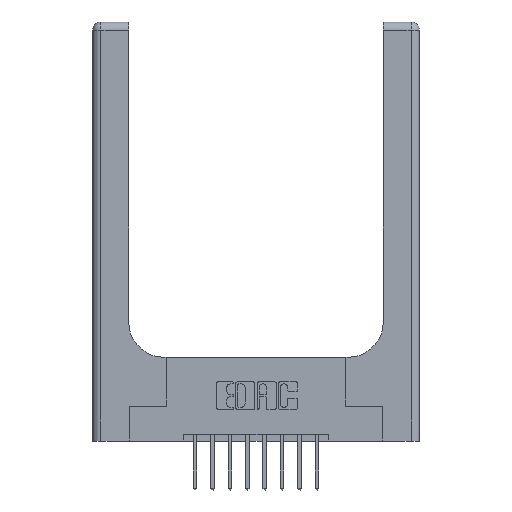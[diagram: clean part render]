
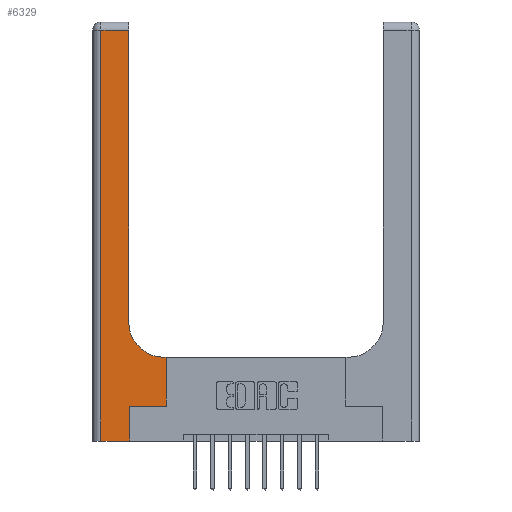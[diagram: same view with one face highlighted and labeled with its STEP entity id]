
A CAD part, top view. The second image highlights one B-rep face of the part: STEP entity #6329.
In plain terms, the highlighted planar face has unit normal (0, 0, 1).
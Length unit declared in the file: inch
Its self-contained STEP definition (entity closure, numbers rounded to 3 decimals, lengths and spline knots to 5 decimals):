
#417 = ORIENTED_EDGE ( 'NONE', *, *, #3477, .T. ) ;
#497 = PLANE ( 'NONE',  #8342 ) ;
#683 = EDGE_CURVE ( 'NONE', #2476, #2556, #6629, .T. ) ;
#742 = CARTESIAN_POINT ( 'NONE',  ( 0.528, 0.25, 0.37 ) ) ;
#800 = EDGE_CURVE ( 'NONE', #7764, #5336, #12266, .T. ) ;
#1052 = ORIENTED_EDGE ( 'NONE', *, *, #2172, .T. ) ;
#1296 = CARTESIAN_POINT ( 'NONE',  ( 0.265, 0.25, 0.37 ) ) ;
#1377 = VECTOR ( 'NONE', #2378, 39.37008 ) ;
#1585 = VECTOR ( 'NONE', #7463, 39.37008 ) ;
#1623 = CARTESIAN_POINT ( 'NONE',  ( 0.06, 3., 0.37 ) ) ;
#1764 = VECTOR ( 'NONE', #12872, 39.37008 ) ;
#1917 = DIRECTION ( 'NONE',  ( 0., 1., 0. ) ) ;
#2021 = FACE_OUTER_BOUND ( 'NONE', #12047, .T. ) ;
#2172 = EDGE_CURVE ( 'NONE', #5826, #7746, #9859, .T. ) ;
#2378 = DIRECTION ( 'NONE',  ( 1., 0., 0. ) ) ;
#2476 = VERTEX_POINT ( 'NONE', #5672 ) ;
#2479 = CARTESIAN_POINT ( 'NONE',  ( 0.06, 2.94, 0.37 ) ) ;
#2550 = CARTESIAN_POINT ( 'NONE',  ( 0.26, 0.6, 0.37 ) ) ;
#2556 = VERTEX_POINT ( 'NONE', #1296 ) ;
#2562 = EDGE_CURVE ( 'NONE', #14657, #7764, #11059, .T. ) ;
#3287 = VERTEX_POINT ( 'NONE', #6195 ) ;
#3306 = DIRECTION ( 'NONE',  ( 0., 1., 0. ) ) ;
#3477 = EDGE_CURVE ( 'NONE', #2556, #3287, #8061, .T. ) ;
#3520 = AXIS2_PLACEMENT_3D ( 'NONE', #15265, #11921, #7259 ) ;
#4462 = ORIENTED_EDGE ( 'NONE', *, *, #13576, .T. ) ;
#5084 = LINE ( 'NONE', #6269, #1585 ) ;
#5248 = DIRECTION ( 'NONE',  ( -1., 0., 0. ) ) ;
#5336 = VERTEX_POINT ( 'NONE', #9621 ) ;
#5403 = CARTESIAN_POINT ( 'NONE',  ( 0.06, 0., 0.37 ) ) ;
#5473 = ORIENTED_EDGE ( 'NONE', *, *, #7284, .T. ) ;
#5672 = CARTESIAN_POINT ( 'NONE',  ( 0.265, 0., 0.37 ) ) ;
#5826 = VERTEX_POINT ( 'NONE', #2479 ) ;
#6195 = CARTESIAN_POINT ( 'NONE',  ( 0.528, 0.25, 0.37 ) ) ;
#6269 = CARTESIAN_POINT ( 'NONE',  ( 0.26, 3., 0.37 ) ) ;
#6321 = VECTOR ( 'NONE', #3306, 39.37008 ) ;
#6329 = ADVANCED_FACE ( 'NONE', ( #2021 ), #497, .F. ) ;
#6426 = DIRECTION ( 'NONE',  ( -1., 0., 0. ) ) ;
#6629 = LINE ( 'NONE', #13896, #10023 ) ;
#6773 = EDGE_CURVE ( 'NONE', #9566, #5826, #9796, .T. ) ;
#7249 = ORIENTED_EDGE ( 'NONE', *, *, #12214, .T. ) ;
#7259 = DIRECTION ( 'NONE',  ( 1., 0., 0. ) ) ;
#7284 = EDGE_CURVE ( 'NONE', #5336, #9566, #5084, .T. ) ;
#7400 = ORIENTED_EDGE ( 'NONE', *, *, #2562, .T. ) ;
#7463 = DIRECTION ( 'NONE',  ( 0., 1., 0. ) ) ;
#7746 = VERTEX_POINT ( 'NONE', #5403 ) ;
#7764 = VERTEX_POINT ( 'NONE', #14918 ) ;
#7823 = CARTESIAN_POINT ( 'NONE',  ( 0.265, 0.25, 0.37 ) ) ;
#7943 = CARTESIAN_POINT ( 'NONE',  ( 0., 3., 0.37 ) ) ;
#8061 = LINE ( 'NONE', #7823, #1764 ) ;
#8342 = AXIS2_PLACEMENT_3D ( 'NONE', #7943, #12675, #5248 ) ;
#8351 = ORIENTED_EDGE ( 'NONE', *, *, #683, .T. ) ;
#8376 = CARTESIAN_POINT ( 'NONE',  ( 0., 0., 0.37 ) ) ;
#8779 = DIRECTION ( 'NONE',  ( -1., 0., 0. ) ) ;
#9332 = VECTOR ( 'NONE', #6426, 39.37008 ) ;
#9518 = LINE ( 'NONE', #8376, #1377 ) ;
#9566 = VERTEX_POINT ( 'NONE', #13828 ) ;
#9621 = CARTESIAN_POINT ( 'NONE',  ( 0.26, 0.85, 0.37 ) ) ;
#9796 = LINE ( 'NONE', #12209, #9332 ) ;
#9859 = LINE ( 'NONE', #1623, #12848 ) ;
#10023 = VECTOR ( 'NONE', #1917, 39.37008 ) ;
#11059 = LINE ( 'NONE', #2550, #11094 ) ;
#11094 = VECTOR ( 'NONE', #8779, 39.37008 ) ;
#11921 = DIRECTION ( 'NONE',  ( 0., 0., -1. ) ) ;
#12047 = EDGE_LOOP ( 'NONE', ( #5473, #14560, #1052, #7249, #8351, #417, #4462, #7400, #14470 ) ) ;
#12209 = CARTESIAN_POINT ( 'NONE',  ( 0., 2.94, 0.37 ) ) ;
#12214 = EDGE_CURVE ( 'NONE', #7746, #2476, #9518, .T. ) ;
#12263 = DIRECTION ( 'NONE',  ( 0., -1., 0. ) ) ;
#12266 = CIRCLE ( 'NONE', #3520, 0.25 ) ;
#12471 = CARTESIAN_POINT ( 'NONE',  ( 0.528, 0.6, 0.37 ) ) ;
#12675 = DIRECTION ( 'NONE',  ( 0., 0., -1. ) ) ;
#12770 = LINE ( 'NONE', #742, #6321 ) ;
#12848 = VECTOR ( 'NONE', #12263, 39.37008 ) ;
#12872 = DIRECTION ( 'NONE',  ( 1., 0., 0. ) ) ;
#13576 = EDGE_CURVE ( 'NONE', #3287, #14657, #12770, .T. ) ;
#13828 = CARTESIAN_POINT ( 'NONE',  ( 0.26, 2.94, 0.37 ) ) ;
#13896 = CARTESIAN_POINT ( 'NONE',  ( 0.265, 0., 0.37 ) ) ;
#14470 = ORIENTED_EDGE ( 'NONE', *, *, #800, .T. ) ;
#14560 = ORIENTED_EDGE ( 'NONE', *, *, #6773, .T. ) ;
#14657 = VERTEX_POINT ( 'NONE', #12471 ) ;
#14918 = CARTESIAN_POINT ( 'NONE',  ( 0.51, 0.6, 0.37 ) ) ;
#15265 = CARTESIAN_POINT ( 'NONE',  ( 0.51, 0.85, 0.37 ) ) ;
